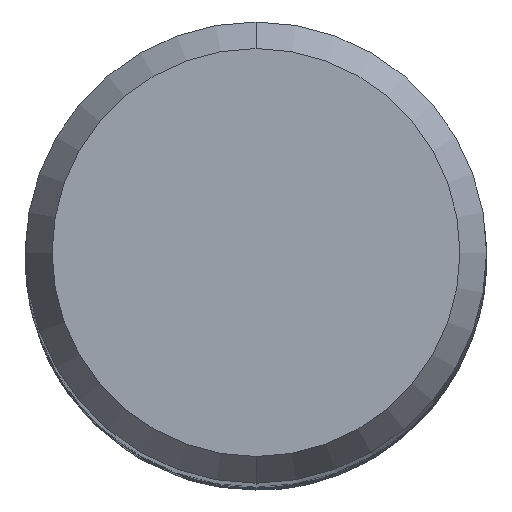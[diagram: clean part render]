
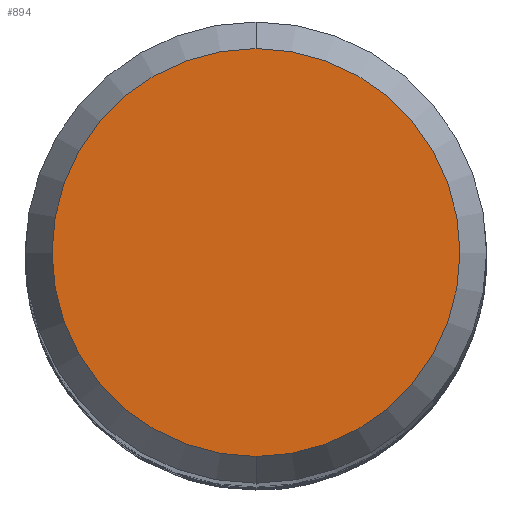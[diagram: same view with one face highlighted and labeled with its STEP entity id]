
A CAD part, top view. The second image highlights one B-rep face of the part: STEP entity #894.
In plain terms, the highlighted planar face has unit normal (0, 0, 1).
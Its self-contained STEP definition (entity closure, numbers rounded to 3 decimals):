
#592=EDGE_CURVE('',#782,#900,#1718,.T.);
#782=VERTEX_POINT('',#1919);
#894=ADVANCED_FACE('',(#2037),#2038,.T.);
#900=VERTEX_POINT('',#2045);
#1672=EDGE_CURVE('',#900,#782,#2892,.T.);
#1718=CIRCLE('',#2938,3.538);
#1919=CARTESIAN_POINT('',(0.0,3.538,0.0));
#2037=FACE_OUTER_BOUND('',#4464,.T.);
#2038=PLANE('',#4465);
#2045=CARTESIAN_POINT('',(0.,-3.538,0.0));
#2892=CIRCLE('',#14812,3.538);
#2938=AXIS2_PLACEMENT_3D('',#15372,#15373,#15374);
#4464=EDGE_LOOP('',(#15677,#15678));
#4465=AXIS2_PLACEMENT_3D('',#15679,#15680,#15681);
#14812=AXIS2_PLACEMENT_3D('',#16642,#16643,#16644);
#15372=CARTESIAN_POINT('',(0.0,0.0,0.0));
#15373=DIRECTION('',(0.0,0.0,-1.0));
#15374=DIRECTION('',(0.0,1.0,0.0));
#15677=ORIENTED_EDGE('',*,*,#592,.F.);
#15678=ORIENTED_EDGE('',*,*,#1672,.F.);
#15679=CARTESIAN_POINT('',(0.0,1.769,0.0));
#15680=DIRECTION('',(-0.0,0.0,1.0));
#15681=DIRECTION('',(0.0,-1.0,0.0));
#16642=CARTESIAN_POINT('',(0.0,0.0,0.0));
#16643=DIRECTION('',(0.0,0.0,-1.0));
#16644=DIRECTION('',(0.0,1.0,0.0));
